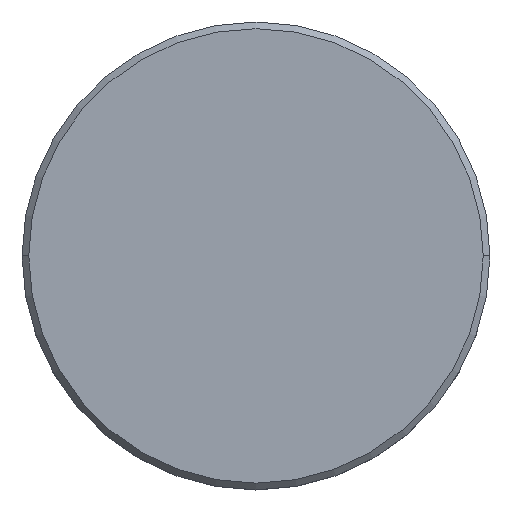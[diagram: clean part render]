
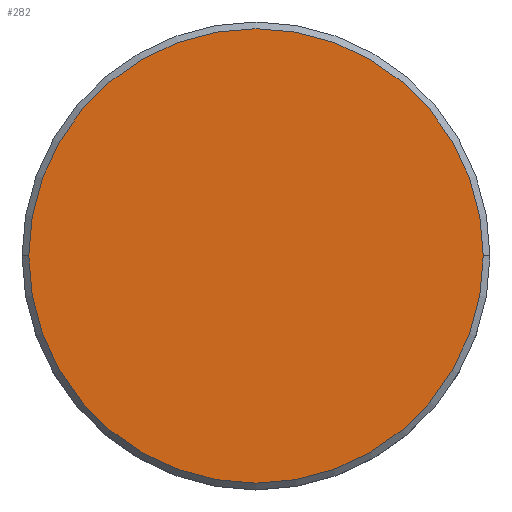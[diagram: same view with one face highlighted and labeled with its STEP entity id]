
A CAD part, top view. The second image highlights one B-rep face of the part: STEP entity #282.
In plain terms, the highlighted planar face has unit normal (0, 0, 1).
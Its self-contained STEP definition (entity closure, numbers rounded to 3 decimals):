
#54 = CARTESIAN_POINT ( 'NONE',  ( 0., 0., 0. ) ) ;
#122 = ORIENTED_EDGE ( 'NONE', *, *, #479, .T. ) ;
#144 = AXIS2_PLACEMENT_3D ( 'NONE', #325, #158, #238 ) ;
#158 = DIRECTION ( 'NONE',  ( 0., 0., 1. ) ) ;
#199 = EDGE_LOOP ( 'NONE', ( #122, #437 ) ) ;
#238 = DIRECTION ( 'NONE',  ( 1., 0., 0. ) ) ;
#282 = ADVANCED_FACE ( 'NONE', ( #406 ), #1132, .T. ) ;
#325 = CARTESIAN_POINT ( 'NONE',  ( 0., 0., 0. ) ) ;
#404 = CARTESIAN_POINT ( 'NONE',  ( -17., 0., 0. ) ) ;
#406 = FACE_OUTER_BOUND ( 'NONE', #199, .T. ) ;
#437 = ORIENTED_EDGE ( 'NONE', *, *, #785, .T. ) ;
#445 = AXIS2_PLACEMENT_3D ( 'NONE', #54, #1045, #1127 ) ;
#479 = EDGE_CURVE ( 'NONE', #587, #503, #988, .T. ) ;
#491 = DIRECTION ( 'NONE',  ( 1., 0., 0. ) ) ;
#503 = VERTEX_POINT ( 'NONE', #883 ) ;
#549 = AXIS2_PLACEMENT_3D ( 'NONE', #581, #943, #491 ) ;
#581 = CARTESIAN_POINT ( 'NONE',  ( 0., 0., 0. ) ) ;
#587 = VERTEX_POINT ( 'NONE', #404 ) ;
#785 = EDGE_CURVE ( 'NONE', #503, #587, #1179, .T. ) ;
#883 = CARTESIAN_POINT ( 'NONE',  ( 17., 0., 0. ) ) ;
#943 = DIRECTION ( 'NONE',  ( 0., 0., 1. ) ) ;
#988 = CIRCLE ( 'NONE', #144, 17. ) ;
#1045 = DIRECTION ( 'NONE',  ( 0., 0., 1. ) ) ;
#1127 = DIRECTION ( 'NONE',  ( 1., 0., 0. ) ) ;
#1132 = PLANE ( 'NONE',  #445 ) ;
#1179 = CIRCLE ( 'NONE', #549, 17. ) ;
